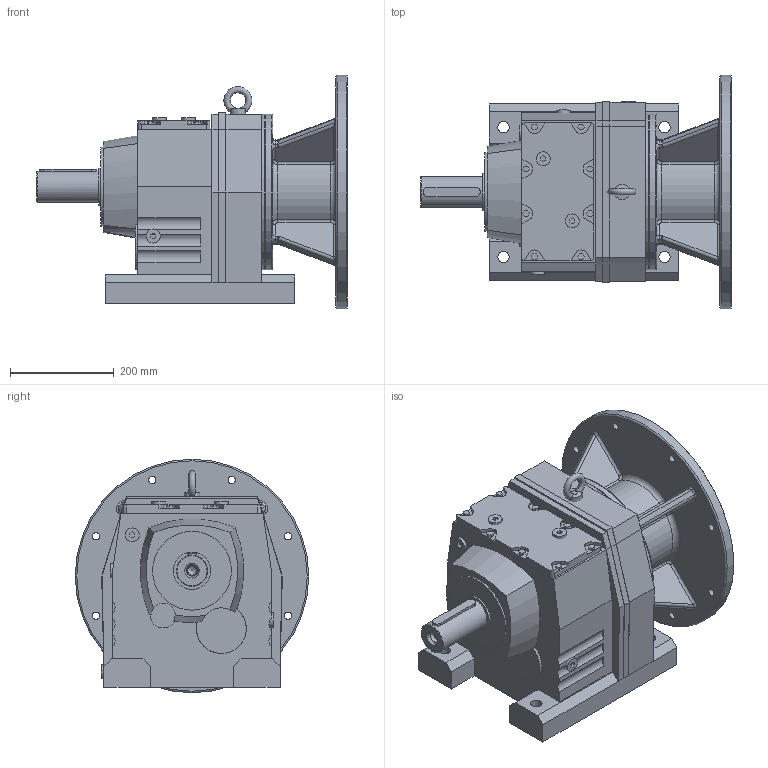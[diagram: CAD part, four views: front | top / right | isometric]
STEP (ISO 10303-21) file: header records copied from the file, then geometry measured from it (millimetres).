
FILE_DESCRIPTION(('STEP AP203'), '1');
FILE_NAME('凎劌膷闉 R97', '', ('UNSPECIFIED'), ('UNSPECIFIED'), 'ASCON STEP Converter 1.3', 'ASCON Math Kernel', '');
FILE_SCHEMA(('CONFIG_CONTROL_DESIGN'));
Length unit declared in the file: millimetre
Products named in the file (12): 1; 2; 3; 4; 5; 6; 7; 8; 9; 10
Assembly tree (11 placements, depth 2):
  (unnamed)
    1
    2
    3
    4
    5
    6
    7
    8
    9
    10
    (unnamed)
Bounding box: 599 x 450 x 450 mm (x, y, z)
Volume: 35016732.6 mm3; surface area: 1479079.6 mm2
Topology: 11 solids, 11 shells, 507 faces, 1206 edges, 760 vertices
Faces by surface type: plane 298, cylinder 129, cone 28, torus 28, bspline 24
Full cylindrical faces by diameter (mm): 12 x4, 13.5 x4, 14 x8, 17.5 x2, 21 x1, 22 x4, 27 x6, 30 x1, 30.002 x1, 60 x1, 72 x1, 120 x1, 124 x1, 150 x3, 151 x1, 152 x1, 155 x1, 230 x2, 233 x1, 300 x2, 347 x1, 350 x1, 450 x1
Entity records: 23770 total; most frequent: CARTESIAN_POINT 7609, DIRECTION 2318, ORIENTED_EDGE 2266, EDGE_CURVE 1133, AXIS2_PLACEMENT_3D 789, VERTEX_POINT 759, LINE 740, VECTOR 740
